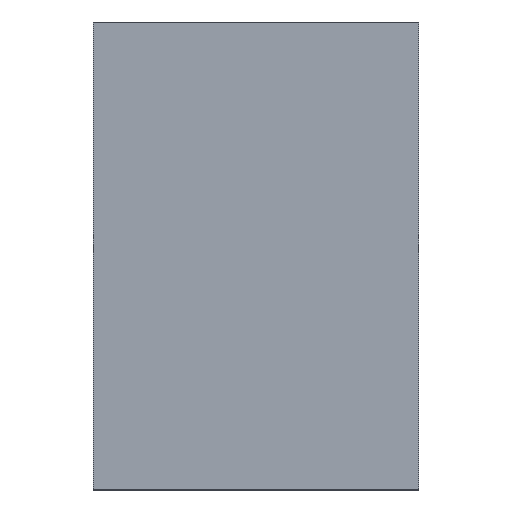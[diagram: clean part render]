
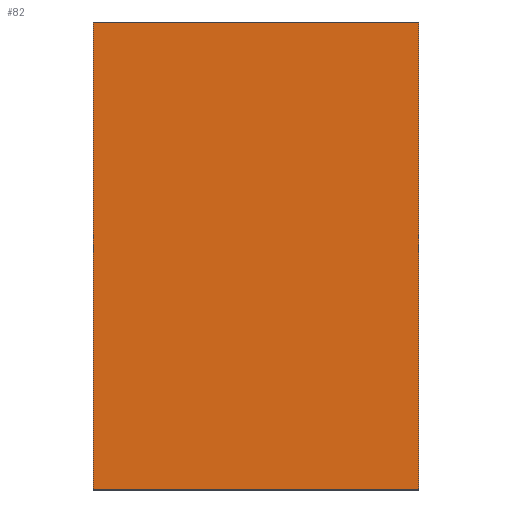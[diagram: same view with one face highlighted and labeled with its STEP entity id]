
A CAD part, front view. The second image highlights one B-rep face of the part: STEP entity #82.
In plain terms, the highlighted planar face has unit normal (0, -1, 0).
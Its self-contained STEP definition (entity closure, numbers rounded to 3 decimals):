
#82=ADVANCED_FACE('',(#187),#188,.T.);
#187=FACE_OUTER_BOUND('',#316,.T.);
#188=PLANE('',#317);
#316=EDGE_LOOP('',(#451,#452,#453,#454));
#317=AXIS2_PLACEMENT_3D('',#455,#456,#457);
#451=ORIENTED_EDGE('',*,*,#682,.F.);
#452=ORIENTED_EDGE('',*,*,#670,.F.);
#453=ORIENTED_EDGE('',*,*,#662,.F.);
#454=ORIENTED_EDGE('',*,*,#666,.F.);
#455=CARTESIAN_POINT('',(-302.0,-152.0,462.0));
#456=DIRECTION('',(0.0,-1.0,0.0));
#457=DIRECTION('',(0.0,0.0,-1.0));
#662=EDGE_CURVE('',#762,#757,#764,.T.);
#666=EDGE_CURVE('',#768,#762,#770,.T.);
#670=EDGE_CURVE('',#757,#772,#776,.T.);
#682=EDGE_CURVE('',#772,#768,#792,.T.);
#757=VERTEX_POINT('',#899);
#762=VERTEX_POINT('',#906);
#764=LINE('',#909,#910);
#768=VERTEX_POINT('',#915);
#770=LINE('',#918,#919);
#772=VERTEX_POINT('',#921);
#776=LINE('',#927,#928);
#792=LINE('',#945,#946);
#899=CARTESIAN_POINT('',(-500.5,-152.0,177.0));
#906=CARTESIAN_POINT('',(-103.5,-152.0,177.0));
#909=CARTESIAN_POINT('',(-302.0,-152.0,177.0));
#910=VECTOR('',#1103,1.0);
#915=CARTESIAN_POINT('',(-103.5,-152.0,747.0));
#918=CARTESIAN_POINT('',(-103.5,-152.0,462.0));
#919=VECTOR('',#1106,1.0);
#921=CARTESIAN_POINT('',(-500.5,-152.0,747.0));
#927=CARTESIAN_POINT('',(-500.5,-152.0,462.0));
#928=VECTOR('',#1109,1.0);
#945=CARTESIAN_POINT('',(-302.0,-152.0,747.0));
#946=VECTOR('',#1123,1.0);
#1103=DIRECTION('',(-1.0,0.0,0.0));
#1106=DIRECTION('',(0.0,0.0,-1.0));
#1109=DIRECTION('',(0.0,0.0,1.0));
#1123=DIRECTION('',(1.0,0.0,0.0));
